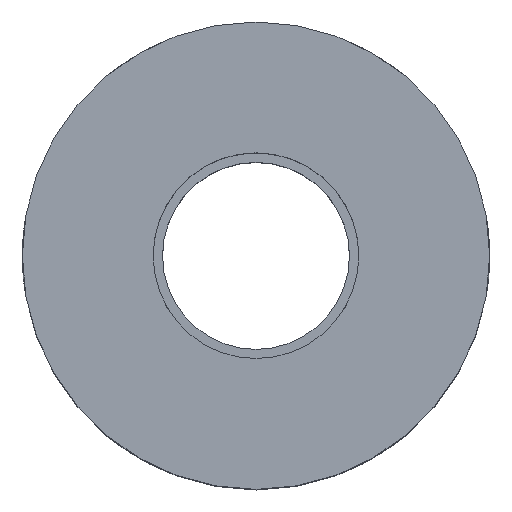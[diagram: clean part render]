
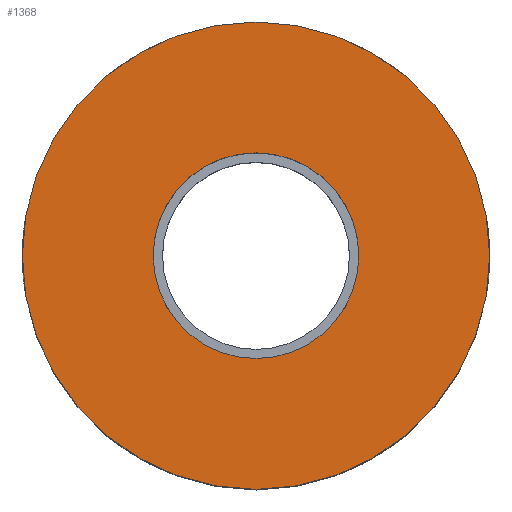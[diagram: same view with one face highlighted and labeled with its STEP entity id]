
A CAD part, top view. The second image highlights one B-rep face of the part: STEP entity #1368.
In plain terms, the highlighted planar face has unit normal (0, 0, 1).
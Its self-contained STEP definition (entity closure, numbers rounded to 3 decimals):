
#46 = FACE_OUTER_BOUND ( 'NONE', #1617, .T. ) ;
#51 = DIRECTION ( 'NONE',  ( 1., 0., 0. ) ) ;
#111 = DIRECTION ( 'NONE',  ( 1., 0., 0. ) ) ;
#134 = ORIENTED_EDGE ( 'NONE', *, *, #826, .F. ) ;
#185 = VERTEX_POINT ( 'NONE', #1154 ) ;
#194 = ORIENTED_EDGE ( 'NONE', *, *, #1984, .T. ) ;
#250 = CARTESIAN_POINT ( 'NONE',  ( 0., 0., 25. ) ) ;
#405 = AXIS2_PLACEMENT_3D ( 'NONE', #250, #832, #668 ) ;
#470 = CARTESIAN_POINT ( 'NONE',  ( 0., 0., 25. ) ) ;
#506 = EDGE_CURVE ( 'NONE', #994, #2433, #1413, .T. ) ;
#544 = CARTESIAN_POINT ( 'NONE',  ( -11., 0., 25. ) ) ;
#570 = CARTESIAN_POINT ( 'NONE',  ( 25., 0., 25. ) ) ;
#612 = CARTESIAN_POINT ( 'NONE',  ( 11., 0., 25. ) ) ;
#668 = DIRECTION ( 'NONE',  ( 1., 0., 0. ) ) ;
#737 = AXIS2_PLACEMENT_3D ( 'NONE', #1886, #910, #111 ) ;
#826 = EDGE_CURVE ( 'NONE', #2433, #994, #1235, .T. ) ;
#832 = DIRECTION ( 'NONE',  ( 0., 0., 1. ) ) ;
#894 = DIRECTION ( 'NONE',  ( 0., 0., 1. ) ) ;
#903 = CARTESIAN_POINT ( 'NONE',  ( 0., 0., 25. ) ) ;
#904 = CIRCLE ( 'NONE', #737, 25. ) ;
#910 = DIRECTION ( 'NONE',  ( 0., 0., 1. ) ) ;
#933 = ORIENTED_EDGE ( 'NONE', *, *, #506, .F. ) ;
#994 = VERTEX_POINT ( 'NONE', #612 ) ;
#1127 = EDGE_CURVE ( 'NONE', #1743, #185, #2169, .T. ) ;
#1154 = CARTESIAN_POINT ( 'NONE',  ( -25., 0., 25. ) ) ;
#1182 = DIRECTION ( 'NONE',  ( 0., 0., 1. ) ) ;
#1231 = CARTESIAN_POINT ( 'NONE',  ( 0., 0., 25. ) ) ;
#1235 = CIRCLE ( 'NONE', #1902, 11. ) ;
#1324 = ORIENTED_EDGE ( 'NONE', *, *, #1127, .T. ) ;
#1368 = ADVANCED_FACE ( 'NONE', ( #46, #2410 ), #2256, .T. ) ;
#1413 = CIRCLE ( 'NONE', #1539, 11. ) ;
#1539 = AXIS2_PLACEMENT_3D ( 'NONE', #1231, #1182, #1564 ) ;
#1564 = DIRECTION ( 'NONE',  ( 1., 0., 0. ) ) ;
#1617 = EDGE_LOOP ( 'NONE', ( #194, #1324 ) ) ;
#1670 = AXIS2_PLACEMENT_3D ( 'NONE', #903, #2294, #1678 ) ;
#1678 = DIRECTION ( 'NONE',  ( 1., 0., 0. ) ) ;
#1743 = VERTEX_POINT ( 'NONE', #570 ) ;
#1886 = CARTESIAN_POINT ( 'NONE',  ( 0., 0., 25. ) ) ;
#1902 = AXIS2_PLACEMENT_3D ( 'NONE', #470, #894, #51 ) ;
#1984 = EDGE_CURVE ( 'NONE', #185, #1743, #904, .T. ) ;
#2169 = CIRCLE ( 'NONE', #1670, 25. ) ;
#2256 = PLANE ( 'NONE',  #405 ) ;
#2294 = DIRECTION ( 'NONE',  ( 0., 0., 1. ) ) ;
#2410 = FACE_BOUND ( 'NONE', #2439, .T. ) ;
#2433 = VERTEX_POINT ( 'NONE', #544 ) ;
#2439 = EDGE_LOOP ( 'NONE', ( #134, #933 ) ) ;
